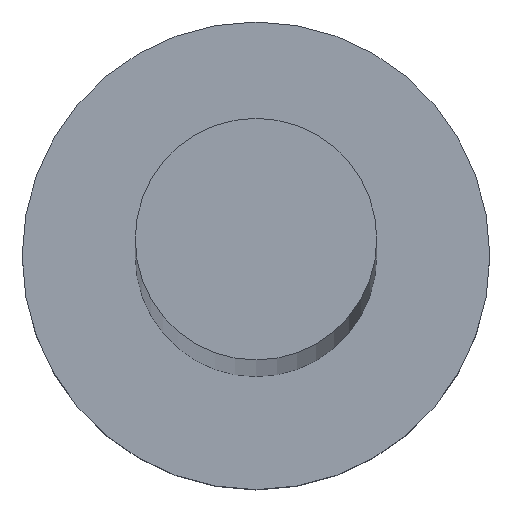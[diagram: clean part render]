
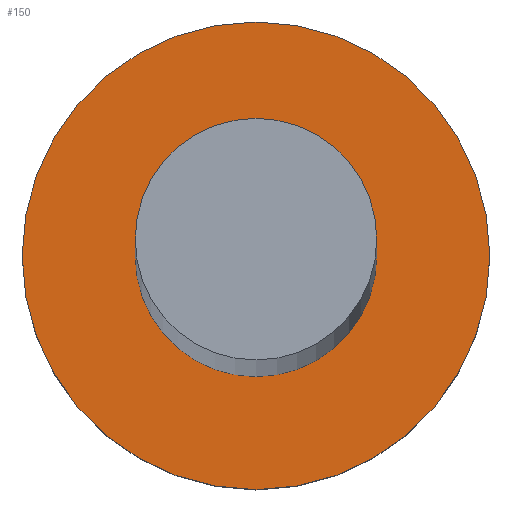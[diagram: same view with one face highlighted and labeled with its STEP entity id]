
A CAD part, top view. The second image highlights one B-rep face of the part: STEP entity #150.
In plain terms, the highlighted planar face has unit normal (0, 0, 1).
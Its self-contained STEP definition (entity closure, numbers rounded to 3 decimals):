
#1 = EDGE_CURVE ( 'NONE', #161, #232, #217, .T. ) ;
#6 = AXIS2_PLACEMENT_3D ( 'NONE', #12, #245, #35 ) ;
#12 = CARTESIAN_POINT ( 'NONE',  ( 0., 0., 5. ) ) ;
#13 = CARTESIAN_POINT ( 'NONE',  ( 3.1, 0., 5. ) ) ;
#22 = VERTEX_POINT ( 'NONE', #13 ) ;
#27 = AXIS2_PLACEMENT_3D ( 'NONE', #155, #54, #37 ) ;
#28 = DIRECTION ( 'NONE',  ( 0., 0., 1. ) ) ;
#34 = CARTESIAN_POINT ( 'NONE',  ( 0., 0., 5. ) ) ;
#35 = DIRECTION ( 'NONE',  ( 1., 0., 0. ) ) ;
#37 = DIRECTION ( 'NONE',  ( 1., 0., 0. ) ) ;
#43 = AXIS2_PLACEMENT_3D ( 'NONE', #170, #28, #112 ) ;
#47 = EDGE_LOOP ( 'NONE', ( #74, #146 ) ) ;
#48 = CIRCLE ( 'NONE', #211, 6. ) ;
#49 = CARTESIAN_POINT ( 'NONE',  ( -6., 0., 5. ) ) ;
#50 = EDGE_CURVE ( 'NONE', #232, #161, #48, .T. ) ;
#54 = DIRECTION ( 'NONE',  ( 0., 0., 1. ) ) ;
#60 = ORIENTED_EDGE ( 'NONE', *, *, #50, .T. ) ;
#67 = CARTESIAN_POINT ( 'NONE',  ( -3.1, 0., 5. ) ) ;
#69 = CARTESIAN_POINT ( 'NONE',  ( 0., 0., 5. ) ) ;
#72 = CIRCLE ( 'NONE', #6, 3.1 ) ;
#74 = ORIENTED_EDGE ( 'NONE', *, *, #82, .F. ) ;
#82 = EDGE_CURVE ( 'NONE', #83, #22, #72, .T. ) ;
#83 = VERTEX_POINT ( 'NONE', #67 ) ;
#88 = FACE_OUTER_BOUND ( 'NONE', #198, .T. ) ;
#99 = FACE_BOUND ( 'NONE', #47, .T. ) ;
#101 = DIRECTION ( 'NONE',  ( 1., 0., 0. ) ) ;
#112 = DIRECTION ( 'NONE',  ( 1., 0., 0. ) ) ;
#114 = CIRCLE ( 'NONE', #43, 3.1 ) ;
#136 = AXIS2_PLACEMENT_3D ( 'NONE', #34, #200, #101 ) ;
#141 = DIRECTION ( 'NONE',  ( 0., 0., 1. ) ) ;
#146 = ORIENTED_EDGE ( 'NONE', *, *, #203, .F. ) ;
#150 = ADVANCED_FACE ( 'NONE', ( #99, #88 ), #183, .T. ) ;
#155 = CARTESIAN_POINT ( 'NONE',  ( 0., 0., 5. ) ) ;
#161 = VERTEX_POINT ( 'NONE', #49 ) ;
#170 = CARTESIAN_POINT ( 'NONE',  ( 0., 0., 5. ) ) ;
#181 = DIRECTION ( 'NONE',  ( 1., 0., 0. ) ) ;
#183 = PLANE ( 'NONE',  #27 ) ;
#198 = EDGE_LOOP ( 'NONE', ( #204, #60 ) ) ;
#200 = DIRECTION ( 'NONE',  ( 0., 0., 1. ) ) ;
#203 = EDGE_CURVE ( 'NONE', #22, #83, #114, .T. ) ;
#204 = ORIENTED_EDGE ( 'NONE', *, *, #1, .T. ) ;
#211 = AXIS2_PLACEMENT_3D ( 'NONE', #69, #141, #181 ) ;
#217 = CIRCLE ( 'NONE', #136, 6. ) ;
#232 = VERTEX_POINT ( 'NONE', #238 ) ;
#238 = CARTESIAN_POINT ( 'NONE',  ( 6., 0., 5. ) ) ;
#245 = DIRECTION ( 'NONE',  ( 0., 0., 1. ) ) ;
